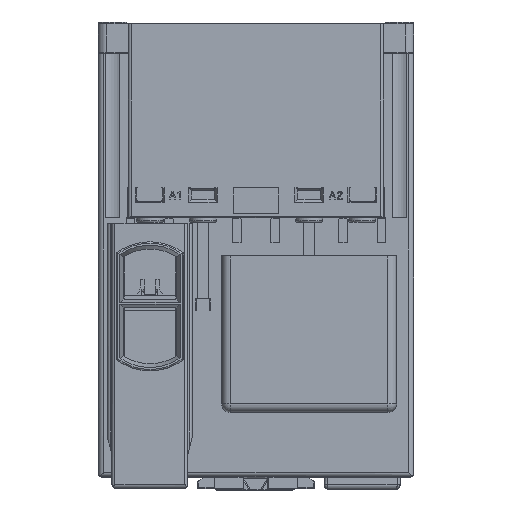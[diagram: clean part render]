
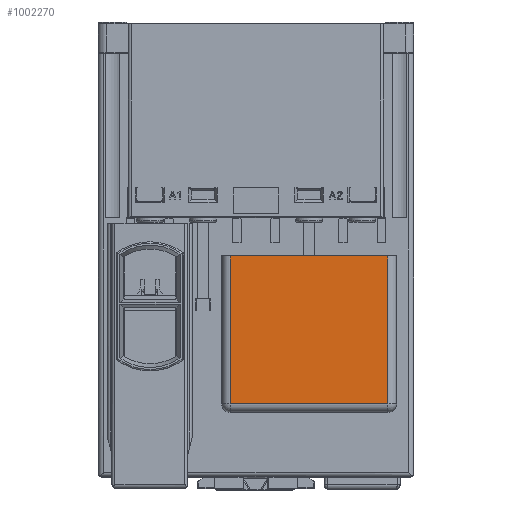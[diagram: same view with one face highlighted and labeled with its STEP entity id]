
A CAD part, top view. The second image highlights one B-rep face of the part: STEP entity #1002270.
In plain terms, the highlighted face is planar.
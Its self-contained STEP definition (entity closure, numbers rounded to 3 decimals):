
#994250=CARTESIAN_POINT('',(273.987,177.818,
76.9));
#994260=VERTEX_POINT('',#994250);
#994290=CARTESIAN_POINT('',(273.987,150.318,
76.9));
#994300=DIRECTION('',(0.,-1.,0.));
#994310=VECTOR('',#994300,1.);
#994320=LINE('',#994290,#994310);
#994330=CARTESIAN_POINT('',(273.987,122.818,
76.9));
#994340=VERTEX_POINT('',#994330);
#994350=EDGE_CURVE('',#994260,#994340,#994320,.T.);
#1001200=CARTESIAN_POINT('',(273.987,122.818,
25.4));
#1001210=VERTEX_POINT('',#1001200);
#1001310=CARTESIAN_POINT('',(273.987,122.818,
41.3));
#1001320=DIRECTION('',(0.,0.,-1.))
;
#1001330=VECTOR('',#1001320,1.);
#1001340=LINE('',#1001310,#1001330);
#1001350=EDGE_CURVE('',#994340,#1001210,#1001340,.T.);
#1001670=CARTESIAN_POINT('',(273.987,177.818,
25.4));
#1001680=VERTEX_POINT('',#1001670);
#1001730=CARTESIAN_POINT('',(273.987,150.318,
25.4));
#1001740=DIRECTION('',(0.,-1.,0.));
#1001750=VECTOR('',#1001740,1.);
#1001760=LINE('',#1001730,#1001750);
#1001770=EDGE_CURVE('',#1001680,#1001210,#1001760,.T.);
#1002040=CARTESIAN_POINT('',(273.987,177.818,
41.3));
#1002050=DIRECTION('',(0.,0.,-1.))
;
#1002060=VECTOR('',#1002050,1.);
#1002070=LINE('',#1002040,#1002060);
#1002080=EDGE_CURVE('',#994260,#1001680,#1002070,.T.);
#1002160=CARTESIAN_POINT('',(273.987,150.318,
61.5));
#1002170=DIRECTION('',(-1.,0.,0.));
#1002180=DIRECTION('',(0.,0.,1.));
#1002190=AXIS2_PLACEMENT_3D('',#1002160,#1002170,#1002180);
#1002200=PLANE('',#1002190);
#1002210=ORIENTED_EDGE('',*,*,#1001350,.T.);
#1002220=ORIENTED_EDGE('',*,*,#994350,.T.);
#1002230=ORIENTED_EDGE('',*,*,#1002080,.F.);
#1002240=ORIENTED_EDGE('',*,*,#1001770,.F.);
#1002250=EDGE_LOOP('',(#1002240,#1002230,#1002220,#1002210));
#1002260=FACE_OUTER_BOUND('',#1002250,.T.);
#1002270=ADVANCED_FACE('',(#1002260),#1002200,.F.);
